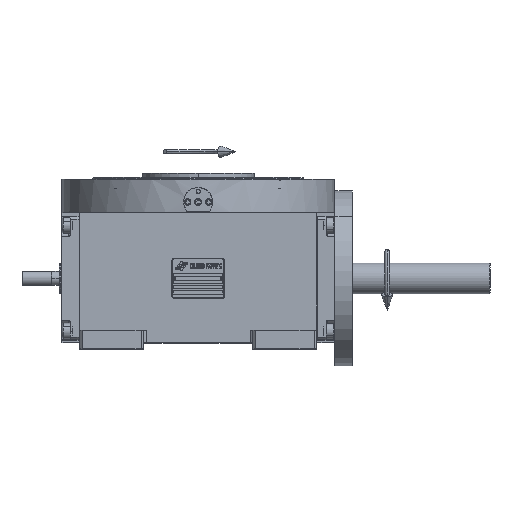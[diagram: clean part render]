
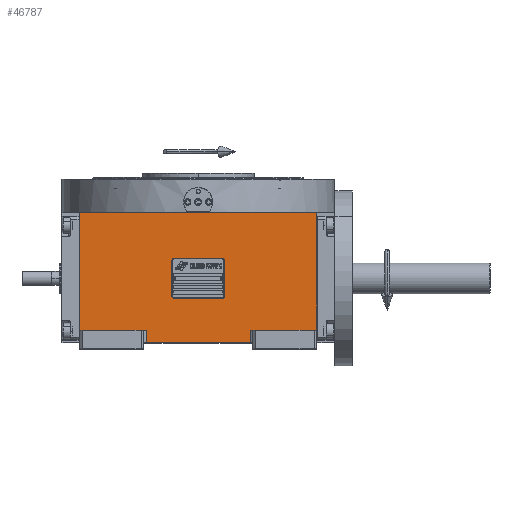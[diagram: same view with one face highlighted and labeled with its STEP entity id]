
A CAD part, top view. The second image highlights one B-rep face of the part: STEP entity #46787.
In plain terms, the highlighted planar face has unit normal (0, 0, 1).
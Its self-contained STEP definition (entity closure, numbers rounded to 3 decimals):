
#84 = VECTOR ( 'NONE', #2750, 1000. ) ;
#1408 = ORIENTED_EDGE ( 'NONE', *, *, #44899, .F. ) ;
#1570 = CARTESIAN_POINT ( 'NONE',  ( -135., -59., 226. ) ) ;
#2402 = CARTESIAN_POINT ( 'NONE',  ( 59., -59., 226. ) ) ;
#2495 = CARTESIAN_POINT ( 'NONE',  ( -59., -73., 226. ) ) ;
#2750 = DIRECTION ( 'NONE',  ( 1., 0., 0. ) ) ;
#3562 = ORIENTED_EDGE ( 'NONE', *, *, #50690, .F. ) ;
#5349 = AXIS2_PLACEMENT_3D ( 'NONE', #67771, #17622, #16910 ) ;
#6058 = EDGE_CURVE ( 'NONE', #6682, #15480, #58338, .T. ) ;
#6471 = CARTESIAN_POINT ( 'NONE',  ( 135., -59., 226. ) ) ;
#6682 = VERTEX_POINT ( 'NONE', #31895 ) ;
#9055 = VERTEX_POINT ( 'NONE', #62510 ) ;
#12336 = ORIENTED_EDGE ( 'NONE', *, *, #42505, .T. ) ;
#12920 = ORIENTED_EDGE ( 'NONE', *, *, #41115, .T. ) ;
#15073 = ORIENTED_EDGE ( 'NONE', *, *, #46841, .F. ) ;
#15480 = VERTEX_POINT ( 'NONE', #6471 ) ;
#16199 = ORIENTED_EDGE ( 'NONE', *, *, #27042, .T. ) ;
#16302 = VECTOR ( 'NONE', #40510, 1000. ) ;
#16594 = VERTEX_POINT ( 'NONE', #1570 ) ;
#16910 = DIRECTION ( 'NONE',  ( 1., 0., 0. ) ) ;
#17622 = DIRECTION ( 'NONE',  ( 0., 0., 1. ) ) ;
#17964 = ORIENTED_EDGE ( 'NONE', *, *, #6058, .T. ) ;
#18856 = VERTEX_POINT ( 'NONE', #32054 ) ;
#20320 = DIRECTION ( 'NONE',  ( 1., 0., 0. ) ) ;
#21872 = CARTESIAN_POINT ( 'NONE',  ( -135., -59., 226. ) ) ;
#21980 = EDGE_CURVE ( 'NONE', #48283, #41928, #46644, .T. ) ;
#22679 = ORIENTED_EDGE ( 'NONE', *, *, #21980, .F. ) ;
#22684 = CARTESIAN_POINT ( 'NONE',  ( -59., -73., 226. ) ) ;
#26228 = VERTEX_POINT ( 'NONE', #2495 ) ;
#27042 = EDGE_CURVE ( 'NONE', #15480, #41928, #45917, .T. ) ;
#28137 = DIRECTION ( 'NONE',  ( 0., -1., 0. ) ) ;
#30053 = CARTESIAN_POINT ( 'NONE',  ( 135., 75., 226. ) ) ;
#31179 = DIRECTION ( 'NONE',  ( 0., 1., 0. ) ) ;
#31895 = CARTESIAN_POINT ( 'NONE',  ( 59., -59., 226. ) ) ;
#32054 = CARTESIAN_POINT ( 'NONE',  ( 59., -73., 226. ) ) ;
#33565 = LINE ( 'NONE', #56307, #69155 ) ;
#34423 = CARTESIAN_POINT ( 'NONE',  ( -135., 75., 226. ) ) ;
#35323 = VECTOR ( 'NONE', #31179, 1000. ) ;
#36225 = LINE ( 'NONE', #52815, #37357 ) ;
#37357 = VECTOR ( 'NONE', #20320, 1000. ) ;
#38011 = LINE ( 'NONE', #42367, #35323 ) ;
#39285 = PLANE ( 'NONE',  #5349 ) ;
#39995 = FACE_OUTER_BOUND ( 'NONE', #44128, .T. ) ;
#40510 = DIRECTION ( 'NONE',  ( 0., 1., 0. ) ) ;
#40897 = DIRECTION ( 'NONE',  ( 1., 0., 0. ) ) ;
#41115 = EDGE_CURVE ( 'NONE', #16594, #9055, #49305, .T. ) ;
#41928 = VERTEX_POINT ( 'NONE', #30053 ) ;
#42367 = CARTESIAN_POINT ( 'NONE',  ( -135., -59., 226. ) ) ;
#42505 = EDGE_CURVE ( 'NONE', #26228, #18856, #36225, .T. ) ;
#44128 = EDGE_LOOP ( 'NONE', ( #12336, #3562, #17964, #16199, #22679, #1408, #12920, #15073 ) ) ;
#44242 = DIRECTION ( 'NONE',  ( 1., 0., 0. ) ) ;
#44899 = EDGE_CURVE ( 'NONE', #16594, #48283, #38011, .T. ) ;
#45050 = DIRECTION ( 'NONE',  ( 0., 1., 0. ) ) ;
#45917 = LINE ( 'NONE', #67586, #16302 ) ;
#46118 = CARTESIAN_POINT ( 'NONE',  ( -135., 75., 226. ) ) ;
#46644 = LINE ( 'NONE', #34423, #47607 ) ;
#46787 = ADVANCED_FACE ( 'NONE', ( #39995 ), #39285, .T. ) ;
#46841 = EDGE_CURVE ( 'NONE', #26228, #9055, #55534, .T. ) ;
#47607 = VECTOR ( 'NONE', #40897, 1000. ) ;
#47994 = VECTOR ( 'NONE', #45050, 1000. ) ;
#48283 = VERTEX_POINT ( 'NONE', #46118 ) ;
#49305 = LINE ( 'NONE', #21872, #64824 ) ;
#50690 = EDGE_CURVE ( 'NONE', #6682, #18856, #33565, .T. ) ;
#52815 = CARTESIAN_POINT ( 'NONE',  ( -59., -73., 226. ) ) ;
#55534 = LINE ( 'NONE', #22684, #47994 ) ;
#56307 = CARTESIAN_POINT ( 'NONE',  ( 59., -59., 226. ) ) ;
#58338 = LINE ( 'NONE', #2402, #84 ) ;
#62510 = CARTESIAN_POINT ( 'NONE',  ( -59., -59., 226. ) ) ;
#64824 = VECTOR ( 'NONE', #44242, 1000. ) ;
#67586 = CARTESIAN_POINT ( 'NONE',  ( 135., -59., 226. ) ) ;
#67771 = CARTESIAN_POINT ( 'NONE',  ( -135., -73., 226. ) ) ;
#69155 = VECTOR ( 'NONE', #28137, 1000. ) ;
